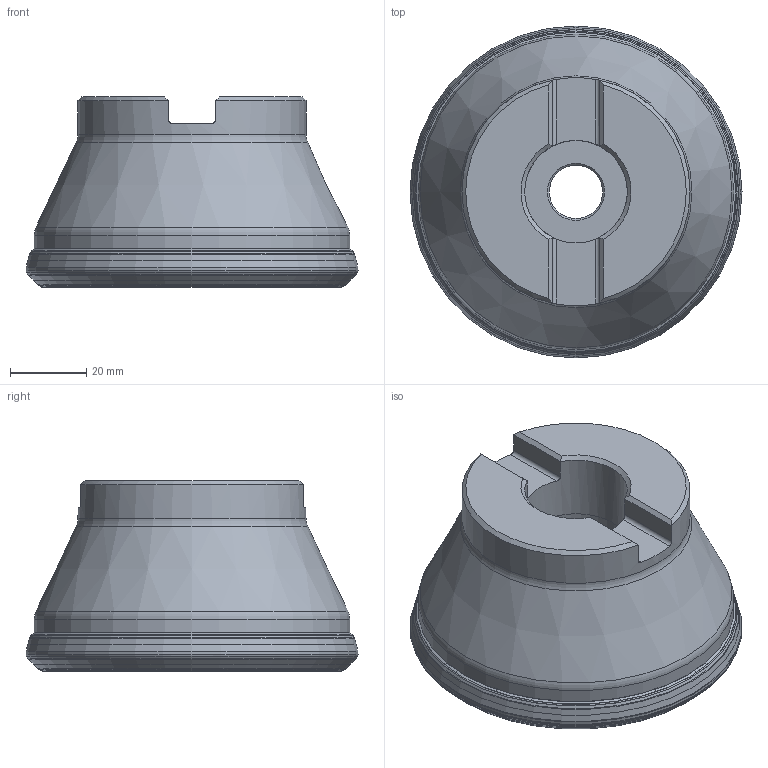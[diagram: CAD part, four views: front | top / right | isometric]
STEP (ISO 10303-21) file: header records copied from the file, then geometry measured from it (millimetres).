
FILE_DESCRIPTION(/* description */ (''),/* implementation_level */ '2;1');
FILE_NAME(/* name */ '80A07R_S45HN06C_C_115010173ndi000_00_SIM.stp',/* time_stamp */ '2020-01-08T11:00:18+01:00',/* author */ (''),/* organization */ (''),/* preprocessor_version */ 'ST-DEVELOPER v16.7',/* originating_system */ 'SIEMENS PLM Software NX 12.0',/* authorisation */ '');
FILE_SCHEMA (('AUTOMOTIVE_DESIGN { 1 0 10303 214 3 1 1 1 }'));
Length unit declared in the file: millimetre
Products named in the file (1): hc723B74D1FAs68w
Bounding box: 87.32 x 87.32 x 50 mm (x, y, z)
Volume: 182739.8 mm3; surface area: 31646 mm2
Topology: 2 solids, 2 shells, 100 faces, 209 edges, 113 vertices
Faces by surface type: revolution 51, plane 16, cone 14, cylinder 10, torus 9
Full cylindrical faces by diameter (mm): 14 x1, 27 x1, 28 x1, 38 x1, 60 x1, 82.973 x1
Entity records: 2659 total; most frequent: CARTESIAN_POINT 793, DIRECTION 357, ORIENTED_EDGE 262, EDGE_LOOP 180, FACE_BOUND 160, AXIS2_PLACEMENT_3D 141, EDGE_CURVE 131, VERTEX_POINT 111
